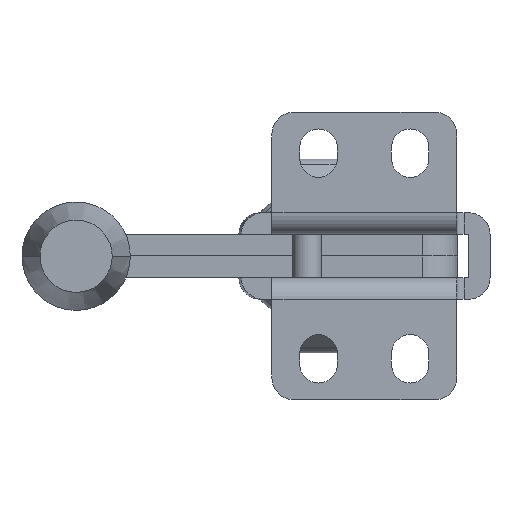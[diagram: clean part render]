
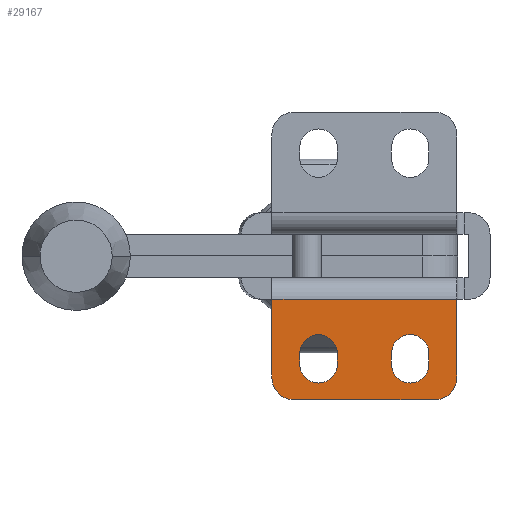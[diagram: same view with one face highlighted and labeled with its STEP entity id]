
A CAD part, front view. The second image highlights one B-rep face of the part: STEP entity #29167.
In plain terms, the highlighted planar face has unit normal (0, -1, 0).
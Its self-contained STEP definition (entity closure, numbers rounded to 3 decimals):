
#54 = ORIENTED_EDGE ( 'NONE', *, *, #14579, .F. ) ;
#362 = CARTESIAN_POINT ( 'NONE',  ( -6.45, 0., -7.5 ) ) ;
#371 = DIRECTION ( 'NONE',  ( -1., 0., 0. ) ) ;
#408 = ORIENTED_EDGE ( 'NONE', *, *, #22686, .F. ) ;
#554 = VECTOR ( 'NONE', #35561, 1000. ) ;
#768 = CARTESIAN_POINT ( 'NONE',  ( -16.55, 0., -9. ) ) ;
#863 = VERTEX_POINT ( 'NONE', #17666 ) ;
#943 = ORIENTED_EDGE ( 'NONE', *, *, #36407, .T. ) ;
#1159 = PLANE ( 'NONE',  #5017 ) ;
#1167 = CIRCLE ( 'NONE', #15278, 2.6 ) ;
#1341 = VECTOR ( 'NONE', #20183, 1000. ) ;
#1537 = DIRECTION ( 'NONE',  ( 0., 1., 0. ) ) ;
#1716 = CARTESIAN_POINT ( 'NONE',  ( -21.75, 0., -9. ) ) ;
#1853 = VECTOR ( 'NONE', #36178, 1000. ) ;
#1896 = AXIS2_PLACEMENT_3D ( 'NONE', #18647, #1537, #21509 ) ;
#2095 = CIRCLE ( 'NONE', #1896, 3. ) ;
#2471 = EDGE_LOOP ( 'NONE', ( #408, #54, #4361, #15438, #16508 ) ) ;
#2719 = CARTESIAN_POINT ( 'NONE',  ( -3.85, 0., -9. ) ) ;
#3161 = VECTOR ( 'NONE', #18650, 1000. ) ;
#3178 = EDGE_CURVE ( 'NONE', #12857, #21670, #6351, .T. ) ;
#3217 = DIRECTION ( 'NONE',  ( -1., 0., 0. ) ) ;
#3370 = VERTEX_POINT ( 'NONE', #19762 ) ;
#4361 = ORIENTED_EDGE ( 'NONE', *, *, #9478, .F. ) ;
#4604 = EDGE_CURVE ( 'NONE', #12050, #31585, #25941, .T. ) ;
#4941 = EDGE_LOOP ( 'NONE', ( #11946, #35951, #24999, #20186, #9043 ) ) ;
#4944 = CARTESIAN_POINT ( 'NONE',  ( -22.6, 0., -13.9 ) ) ;
#5017 = AXIS2_PLACEMENT_3D ( 'NONE', #32611, #15471, #35475 ) ;
#6090 = VERTEX_POINT ( 'NONE', #19022 ) ;
#6351 = CIRCLE ( 'NONE', #18956, 2.6 ) ;
#7424 = VERTEX_POINT ( 'NONE', #12971 ) ;
#7599 = CARTESIAN_POINT ( 'NONE',  ( 0., 0., -13.9 ) ) ;
#7715 = DIRECTION ( 'NONE',  ( 0., -1., 0. ) ) ;
#8187 = CIRCLE ( 'NONE', #31794, 3. ) ;
#8348 = VECTOR ( 'NONE', #35982, 1000. ) ;
#9043 = ORIENTED_EDGE ( 'NONE', *, *, #3178, .F. ) ;
#9478 = EDGE_CURVE ( 'NONE', #31585, #36146, #35704, .T. ) ;
#10158 = EDGE_LOOP ( 'NONE', ( #17705, #28932, #943, #29655, #32655, #17825 ) ) ;
#10276 = AXIS2_PLACEMENT_3D ( 'NONE', #13406, #33386, #16268 ) ;
#10313 = CARTESIAN_POINT ( 'NONE',  ( -16.55, 0., -7.5 ) ) ;
#10371 = CARTESIAN_POINT ( 'NONE',  ( -25.6, 0., 12. ) ) ;
#10538 = EDGE_CURVE ( 'NONE', #3370, #7424, #32609, .T. ) ;
#10769 = DIRECTION ( 'NONE',  ( 0., 1., 0. ) ) ;
#10794 = VECTOR ( 'NONE', #27759, 1000. ) ;
#10890 = CIRCLE ( 'NONE', #20677, 2.6 ) ;
#11102 = CARTESIAN_POINT ( 'NONE',  ( -9.05, 0., -9. ) ) ;
#11117 = EDGE_CURVE ( 'NONE', #12577, #12857, #13332, .T. ) ;
#11186 = VERTEX_POINT ( 'NONE', #1716 ) ;
#11699 = DIRECTION ( 'NONE',  ( 0., 0., -1. ) ) ;
#11901 = FACE_OUTER_BOUND ( 'NONE', #10158, .T. ) ;
#11946 = ORIENTED_EDGE ( 'NONE', *, *, #11117, .F. ) ;
#12050 = VERTEX_POINT ( 'NONE', #18760 ) ;
#12571 = VERTEX_POINT ( 'NONE', #17863 ) ;
#12577 = VERTEX_POINT ( 'NONE', #768 ) ;
#12681 = CARTESIAN_POINT ( 'NONE',  ( -16.55, 0., 0. ) ) ;
#12754 = DIRECTION ( 'NONE',  ( 0., -1., 0. ) ) ;
#12857 = VERTEX_POINT ( 'NONE', #10313 ) ;
#12971 = CARTESIAN_POINT ( 'NONE',  ( -25.6, 0., 0. ) ) ;
#13332 = LINE ( 'NONE', #12681, #21845 ) ;
#13382 = EDGE_CURVE ( 'NONE', #3370, #12571, #15902, .T. ) ;
#13406 = CARTESIAN_POINT ( 'NONE',  ( -19.15, 0., -9. ) ) ;
#13791 = AXIS2_PLACEMENT_3D ( 'NONE', #14557, #34555, #17469 ) ;
#14145 = VERTEX_POINT ( 'NONE', #2719 ) ;
#14557 = CARTESIAN_POINT ( 'NONE',  ( -6.45, 0., -9. ) ) ;
#14579 = EDGE_CURVE ( 'NONE', #36146, #14145, #1167, .T. ) ;
#15278 = AXIS2_PLACEMENT_3D ( 'NONE', #29907, #12754, #32761 ) ;
#15438 = ORIENTED_EDGE ( 'NONE', *, *, #4604, .F. ) ;
#15471 = DIRECTION ( 'NONE',  ( 0., 1., 0. ) ) ;
#15684 = LINE ( 'NONE', #18482, #554 ) ;
#15902 = LINE ( 'NONE', #27401, #8348 ) ;
#16268 = DIRECTION ( 'NONE',  ( -1., 0., 0. ) ) ;
#16508 = ORIENTED_EDGE ( 'NONE', *, *, #20212, .F. ) ;
#16682 = EDGE_CURVE ( 'NONE', #21670, #11186, #35010, .T. ) ;
#17065 = CIRCLE ( 'NONE', #10276, 2.6 ) ;
#17272 = CARTESIAN_POINT ( 'NONE',  ( 0., 0., 0. ) ) ;
#17282 = CARTESIAN_POINT ( 'NONE',  ( -6.45, 0., -11.6 ) ) ;
#17460 = DIRECTION ( 'NONE',  ( 0., -1., 0. ) ) ;
#17469 = DIRECTION ( 'NONE',  ( -1., 0., 0. ) ) ;
#17666 = CARTESIAN_POINT ( 'NONE',  ( -3., 0., -13.9 ) ) ;
#17705 = ORIENTED_EDGE ( 'NONE', *, *, #13382, .F. ) ;
#17825 = ORIENTED_EDGE ( 'NONE', *, *, #28800, .F. ) ;
#17863 = CARTESIAN_POINT ( 'NONE',  ( 0., 0., -10.9 ) ) ;
#18482 = CARTESIAN_POINT ( 'NONE',  ( -3.85, 0., 0. ) ) ;
#18647 = CARTESIAN_POINT ( 'NONE',  ( -3., 0., -10.9 ) ) ;
#18650 = DIRECTION ( 'NONE',  ( 0., 0., -1. ) ) ;
#18760 = CARTESIAN_POINT ( 'NONE',  ( -9.05, 0., -7.5 ) ) ;
#18956 = AXIS2_PLACEMENT_3D ( 'NONE', #34548, #17460, #371 ) ;
#19022 = CARTESIAN_POINT ( 'NONE',  ( -3.85, 0., -7.5 ) ) ;
#19074 = VERTEX_POINT ( 'NONE', #35763 ) ;
#19301 = LINE ( 'NONE', #10371, #10794 ) ;
#19762 = CARTESIAN_POINT ( 'NONE',  ( 0., 0., 0. ) ) ;
#20183 = DIRECTION ( 'NONE',  ( -1., 0., 0. ) ) ;
#20186 = ORIENTED_EDGE ( 'NONE', *, *, #16682, .F. ) ;
#20212 = EDGE_CURVE ( 'NONE', #6090, #12050, #10890, .T. ) ;
#20327 = DIRECTION ( 'NONE',  ( 0., -1., 0. ) ) ;
#20677 = AXIS2_PLACEMENT_3D ( 'NONE', #362, #20327, #3217 ) ;
#20737 = VECTOR ( 'NONE', #11699, 1000. ) ;
#21509 = DIRECTION ( 'NONE',  ( -1., 0., 0. ) ) ;
#21670 = VERTEX_POINT ( 'NONE', #24172 ) ;
#21733 = VERTEX_POINT ( 'NONE', #4944 ) ;
#21845 = VECTOR ( 'NONE', #32688, 1000. ) ;
#22283 = CARTESIAN_POINT ( 'NONE',  ( -19.15, 0., -11.6 ) ) ;
#22686 = EDGE_CURVE ( 'NONE', #14145, #6090, #15684, .T. ) ;
#22702 = AXIS2_PLACEMENT_3D ( 'NONE', #24803, #7715, #27708 ) ;
#23100 = CARTESIAN_POINT ( 'NONE',  ( -9.05, 0., 0. ) ) ;
#23311 = CARTESIAN_POINT ( 'NONE',  ( -21.75, 0., 0. ) ) ;
#24172 = CARTESIAN_POINT ( 'NONE',  ( -21.75, 0., -7.5 ) ) ;
#24803 = CARTESIAN_POINT ( 'NONE',  ( -19.15, 0., -9. ) ) ;
#24999 = ORIENTED_EDGE ( 'NONE', *, *, #35962, .F. ) ;
#25941 = LINE ( 'NONE', #23100, #3161 ) ;
#26929 = CIRCLE ( 'NONE', #22702, 2.6 ) ;
#27401 = CARTESIAN_POINT ( 'NONE',  ( 0., 0., 12. ) ) ;
#27708 = DIRECTION ( 'NONE',  ( -1., 0., 0. ) ) ;
#27759 = DIRECTION ( 'NONE',  ( 0., 0., -1. ) ) ;
#27887 = CARTESIAN_POINT ( 'NONE',  ( -22.6, 0., -10.9 ) ) ;
#28592 = VERTEX_POINT ( 'NONE', #22283 ) ;
#28800 = EDGE_CURVE ( 'NONE', #12571, #863, #2095, .T. ) ;
#28932 = ORIENTED_EDGE ( 'NONE', *, *, #10538, .T. ) ;
#29167 = ADVANCED_FACE ( 'NONE', ( #11901, #34700, #30696 ), #1159, .F. ) ;
#29655 = ORIENTED_EDGE ( 'NONE', *, *, #33789, .F. ) ;
#29907 = CARTESIAN_POINT ( 'NONE',  ( -6.45, 0., -9. ) ) ;
#30696 = FACE_BOUND ( 'NONE', #2471, .T. ) ;
#30765 = DIRECTION ( 'NONE',  ( -1., 0., 0. ) ) ;
#31585 = VERTEX_POINT ( 'NONE', #11102 ) ;
#31794 = AXIS2_PLACEMENT_3D ( 'NONE', #27887, #10769, #30765 ) ;
#32246 = LINE ( 'NONE', #7599, #1853 ) ;
#32609 = LINE ( 'NONE', #17272, #1341 ) ;
#32611 = CARTESIAN_POINT ( 'NONE',  ( 0., 0., 12. ) ) ;
#32655 = ORIENTED_EDGE ( 'NONE', *, *, #36885, .T. ) ;
#32688 = DIRECTION ( 'NONE',  ( 0., 0., 1. ) ) ;
#32761 = DIRECTION ( 'NONE',  ( -1., 0., 0. ) ) ;
#33386 = DIRECTION ( 'NONE',  ( 0., -1., 0. ) ) ;
#33789 = EDGE_CURVE ( 'NONE', #21733, #19074, #8187, .T. ) ;
#34372 = EDGE_CURVE ( 'NONE', #28592, #12577, #26929, .T. ) ;
#34548 = CARTESIAN_POINT ( 'NONE',  ( -19.15, 0., -7.5 ) ) ;
#34555 = DIRECTION ( 'NONE',  ( 0., -1., 0. ) ) ;
#34700 = FACE_BOUND ( 'NONE', #4941, .T. ) ;
#35010 = LINE ( 'NONE', #23311, #20737 ) ;
#35475 = DIRECTION ( 'NONE',  ( -1., 0., 0. ) ) ;
#35561 = DIRECTION ( 'NONE',  ( 0., 0., 1. ) ) ;
#35704 = CIRCLE ( 'NONE', #13791, 2.6 ) ;
#35763 = CARTESIAN_POINT ( 'NONE',  ( -25.6, 0., -10.9 ) ) ;
#35951 = ORIENTED_EDGE ( 'NONE', *, *, #34372, .F. ) ;
#35962 = EDGE_CURVE ( 'NONE', #11186, #28592, #17065, .T. ) ;
#35982 = DIRECTION ( 'NONE',  ( 0., 0., -1. ) ) ;
#36146 = VERTEX_POINT ( 'NONE', #17282 ) ;
#36178 = DIRECTION ( 'NONE',  ( 1., 0., 0. ) ) ;
#36407 = EDGE_CURVE ( 'NONE', #7424, #19074, #19301, .T. ) ;
#36885 = EDGE_CURVE ( 'NONE', #21733, #863, #32246, .T. ) ;
